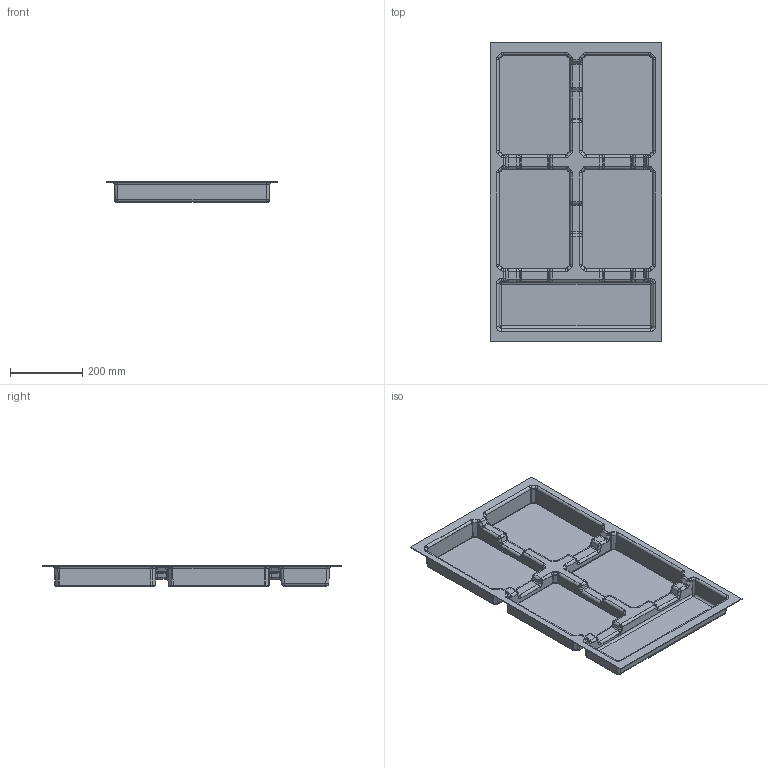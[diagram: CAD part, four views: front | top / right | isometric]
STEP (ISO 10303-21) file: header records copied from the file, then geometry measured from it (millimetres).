
FILE_DESCRIPTION(/* description */ ('STEP AP214'),/* implementation_level */ '2;1');
FILE_NAME(/* name */ 'PB-AS-900-T-4X15L.stp',/* time_stamp */ '2023-06-27T15:49:06+02:00',/* author */ ('tomaszw'),/* organization */ (''),/* preprocessor_version */ 'ST-DEVELOPER v19.2',/* originating_system */ 'Autodesk Inventor 2023',/* authorisation */ '');
FILE_SCHEMA (('AUTOMOTIVE_DESIGN { 1 0 10303 214 3 1 1 }'));
Products named in the file (1): T_824x474_01_Taca
Bounding box: 474 x 824 x 56 mm (x, y, z)
Volume: 1136057.3 mm3; surface area: 1141785.6 mm2
Topology: 1 solids, 1 shells, 848 faces, 1960 edges, 1116 vertices
Faces by surface type: cylinder 420, bspline 204, plane 148, sphere 76
Entity records: 75206 total; most frequent: CARTESIAN_POINT 56444, ORIENTED_EDGE 3920, DIRECTION 3542, EDGE_CURVE 1960, AXIS2_PLACEMENT_3D 1345, VERTEX_POINT 1116, LINE 852, VECTOR 852
